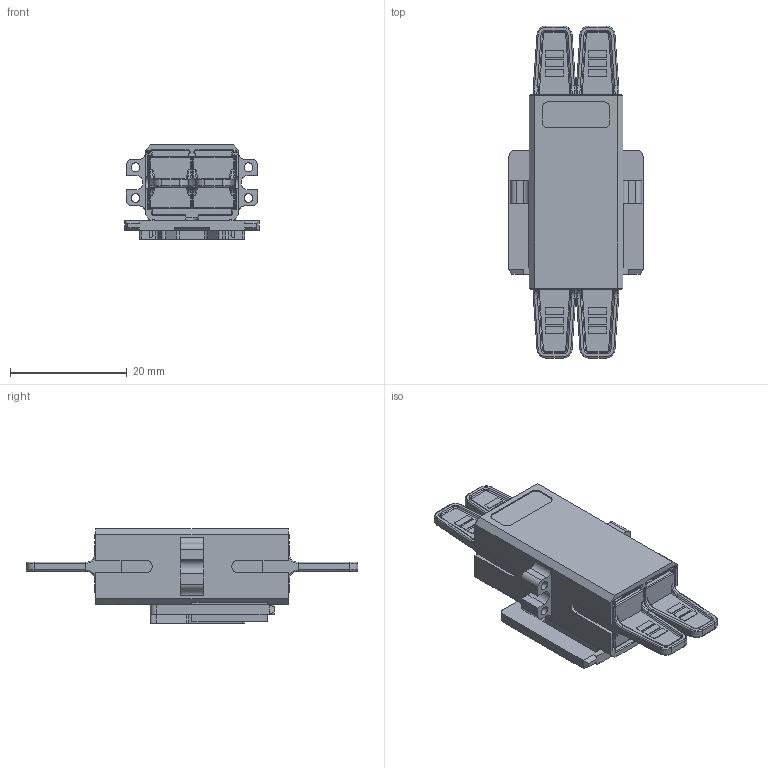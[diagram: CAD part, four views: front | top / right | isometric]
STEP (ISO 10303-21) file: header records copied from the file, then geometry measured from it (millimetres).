
FILE_DESCRIPTION(('Creo Elements/Direct Modeling STEP Export'),'2;1');
FILE_NAME('model.stp','2019-01-14T11:31:51',(''),(''),'Creo Elements/Direct Modeling STEP processor for AP214 (Solid Model)','Creo Elements/Direct Modeling 18.1I 14-Aug-2016 (C) Parametric Technology GmbH','');
FILE_SCHEMA(('AUTOMOTIVE_DESIGN { 1 0 10303 214 1 1 1 1 }'));
Length unit declared in the file: millimetre
Products named in the file (3): Kappe; Kupplung; VS-SCRJ-GOF-BU-BU
Assembly tree (5 placements, depth 2):
  VS-SCRJ-GOF-BU-BU
    Kappe  x4
    Kupplung
Bounding box: 22.95 x 56.81 x 16.2 mm (x, y, z)
Volume: 7191.5 mm3; surface area: 6170.6 mm2
Topology: 5 solids, 5 shells, 1086 faces, 2743 edges, 1660 vertices
Faces by surface type: plane 524, cylinder 370, bspline 80, sphere 48, torus 48, cone 8, extrusion 8
Entity records: 24642 total; most frequent: CARTESIAN_POINT 6282, ORIENTED_EDGE 2990, DIRECTION 2677, EDGE_CURVE 1495, VECTOR 1059, LINE 1051, VERTEX_POINT 946, AXIS2_PLACEMENT_3D 809
